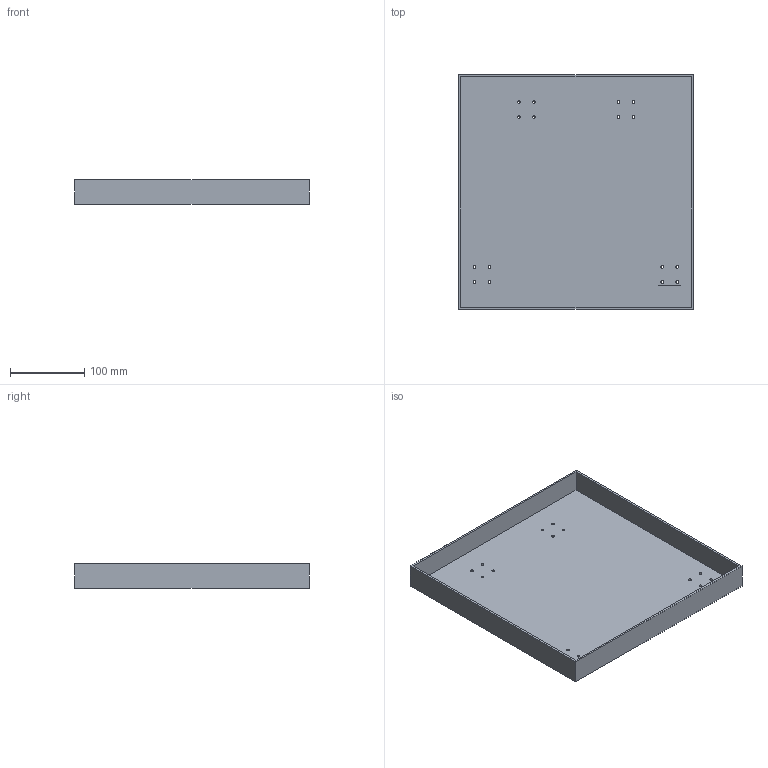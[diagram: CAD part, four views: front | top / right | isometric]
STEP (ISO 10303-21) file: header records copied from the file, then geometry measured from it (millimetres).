
FILE_DESCRIPTION(/* description */ (''),/* implementation_level */ '2;1');
FILE_NAME(/* name */ 'Tray.step',/* time_stamp */ '2025-12-19T12:46:46+05:30',/* author */ (''),/* organization */ (''),/* preprocessor_version */ 'ST-DEVELOPER v20.1',/* originating_system */ 'Autodesk Translation Framework v14.21.0.0',/* authorisation */ '');
FILE_SCHEMA (('AUTOMOTIVE_DESIGN { 1 0 10303 214 3 1 1 }'));
Length unit declared in the file: millimetre
Products named in the file (1): Tray
Bounding box: 316 x 316 x 33 mm (x, y, z)
Volume: 411759.4 mm3; surface area: 279021.1 mm2
Topology: 1 solids, 1 shells, 30 faces, 81 edges, 54 vertices
Faces by surface type: cylinder 16, plane 14
Full cylindrical faces by diameter (mm): 3.6 x16
Entity records: 1058 total; most frequent: DIRECTION 175, CARTESIAN_POINT 166, ORIENTED_EDGE 162, EDGE_CURVE 81, EDGE_LOOP 65, AXIS2_PLACEMENT_3D 63, VERTEX_POINT 54, LINE 49
